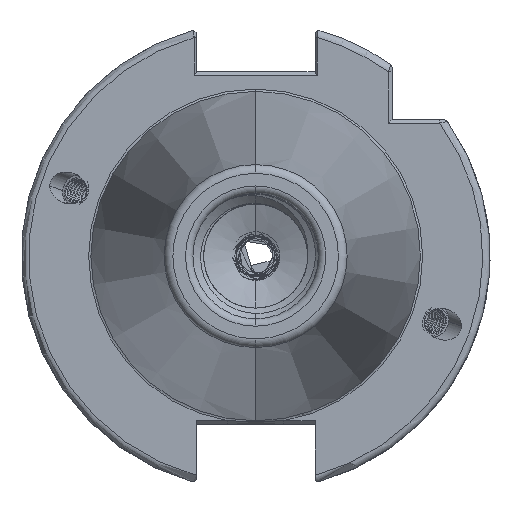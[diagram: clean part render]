
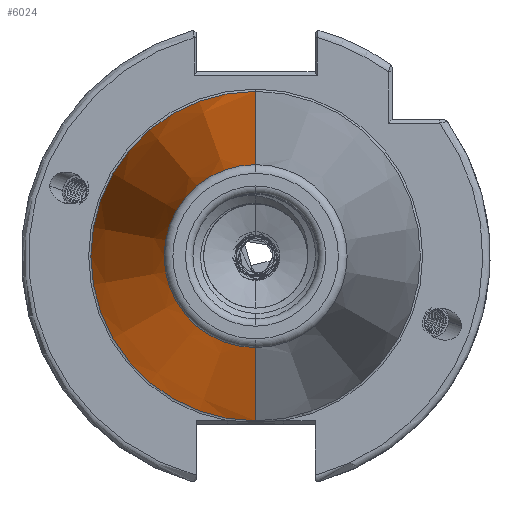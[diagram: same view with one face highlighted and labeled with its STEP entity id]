
A CAD part, left-side view. The second image highlights one B-rep face of the part: STEP entity #6024.
In plain terms, the highlighted conical face has half-angle 8.297 degrees and reference radius 22.692 mm.
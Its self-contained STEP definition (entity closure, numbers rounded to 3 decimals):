
#1988 = ORIENTED_EDGE ( 'NONE', *, *, #3700, .T. ) ;
#2468 = LINE ( 'NONE', #8485, #2524 ) ;
#2473 = LINE ( 'NONE', #8509, #2550 ) ;
#2524 = VECTOR ( 'NONE', #8480, 1000. ) ;
#2550 = VECTOR ( 'NONE', #8517, 1000. ) ;
#3021 = CIRCLE ( 'NONE', #4114, 12.4 ) ;
#3091 = CIRCLE ( 'NONE', #4079, 22.327 ) ;
#3303 = ORIENTED_EDGE ( 'NONE', *, *, #3718, .F. ) ;
#3304 = ORIENTED_EDGE ( 'NONE', *, *, #3347, .F. ) ;
#3311 = ORIENTED_EDGE ( 'NONE', *, *, #3339, .T. ) ;
#3339 = EDGE_CURVE ( 'NONE', #4942, #4948, #2468, .T. ) ;
#3347 = EDGE_CURVE ( 'NONE', #4972, #4922, #2473, .T. ) ;
#3700 = EDGE_CURVE ( 'NONE', #4972, #4942, #3021, .T. ) ;
#3718 = EDGE_CURVE ( 'NONE', #4922, #4948, #3091, .T. ) ;
#4079 = AXIS2_PLACEMENT_3D ( 'NONE', #10427, #10429, #10447 ) ;
#4114 = AXIS2_PLACEMENT_3D ( 'NONE', #11683, #11724, #11685 ) ;
#4203 = AXIS2_PLACEMENT_3D ( 'NONE', #16392, #16400, #16427 ) ;
#4630 = EDGE_LOOP ( 'NONE', ( #1988, #3311, #3303, #3304 ) ) ;
#4922 = VERTEX_POINT ( 'NONE', #10671 ) ;
#4942 = VERTEX_POINT ( 'NONE', #10692 ) ;
#4948 = VERTEX_POINT ( 'NONE', #10723 ) ;
#4972 = VERTEX_POINT ( 'NONE', #10698 ) ;
#6024 = ADVANCED_FACE ( 'NONE', ( #14933 ), #14986, .T. ) ;
#8480 = DIRECTION ( 'NONE',  ( 0.99, 0., 0.144 ) ) ;
#8485 = CARTESIAN_POINT ( 'NONE',  ( 0., 0., 22.692 ) ) ;
#8509 = CARTESIAN_POINT ( 'NONE',  ( 0., 0., -22.692 ) ) ;
#8517 = DIRECTION ( 'NONE',  ( 0.99, 0., -0.144 ) ) ;
#10427 = CARTESIAN_POINT ( 'NONE',  ( -2.5, 0., 0. ) ) ;
#10429 = DIRECTION ( 'NONE',  ( 1., 0., 0. ) ) ;
#10447 = DIRECTION ( 'NONE',  ( 0., 0., -1. ) ) ;
#10671 = CARTESIAN_POINT ( 'NONE',  ( -2.5, 0., -22.327 ) ) ;
#10692 = CARTESIAN_POINT ( 'NONE',  ( -70.573, 0., 12.4 ) ) ;
#10698 = CARTESIAN_POINT ( 'NONE',  ( -70.573, 0., -12.4 ) ) ;
#10723 = CARTESIAN_POINT ( 'NONE',  ( -2.5, 0., 22.327 ) ) ;
#11683 = CARTESIAN_POINT ( 'NONE',  ( -70.573, 0., 0. ) ) ;
#11685 = DIRECTION ( 'NONE',  ( 0., 0., 1. ) ) ;
#11724 = DIRECTION ( 'NONE',  ( 1., 0., 0. ) ) ;
#14933 = FACE_OUTER_BOUND ( 'NONE', #4630, .T. ) ;
#14986 = CONICAL_SURFACE ( 'NONE', #4203, 22.692, 0.145 ) ;
#16392 = CARTESIAN_POINT ( 'NONE',  ( 0., 0., 0. ) ) ;
#16400 = DIRECTION ( 'NONE',  ( 1., 0., 0. ) ) ;
#16427 = DIRECTION ( 'NONE',  ( 0., 0., -1. ) ) ;
